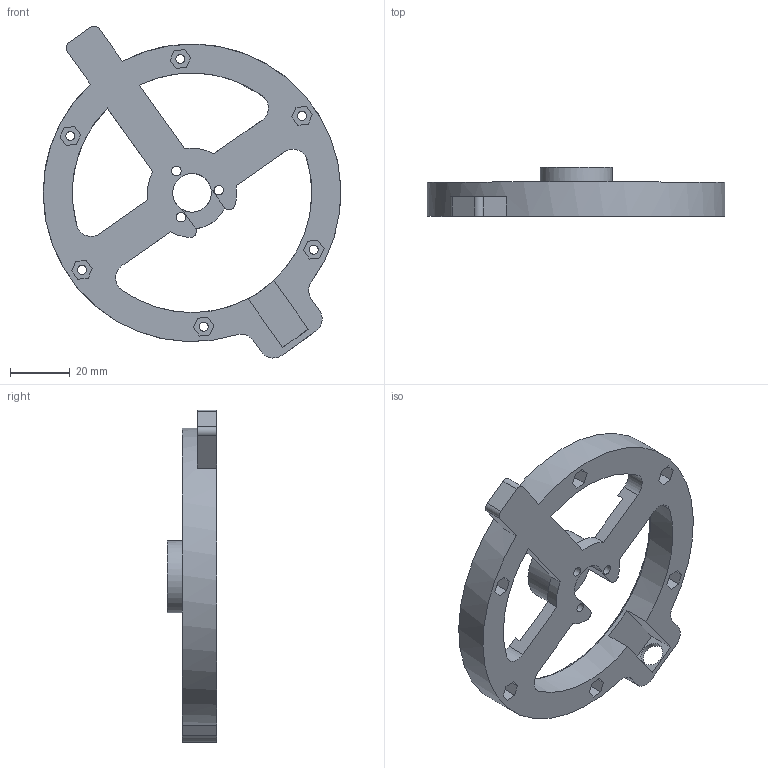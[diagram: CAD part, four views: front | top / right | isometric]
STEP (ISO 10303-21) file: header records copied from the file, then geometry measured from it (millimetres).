
FILE_DESCRIPTION(/* description */ (''),/* implementation_level */ '2;1');
FILE_NAME(/* name */ 'buyuk_rulman_tut.stp',/* time_stamp */ '2021-07-29T10:26:55-07:00',/* author */ ('nergi'),/* organization */ (''),/* preprocessor_version */ 'ST-DEVELOPER v15.6',/* originating_system */ 'Autodesk Inventor 2015',/* authorisation */ '');
FILE_SCHEMA (('AUTOMOTIVE_DESIGN { 1 0 10303 214 3 1 1 }'));
Length unit declared in the file: millimetre
Products named in the file (1): buyuk_rulman_tut
Bounding box: 99.97 x 16.5 x 111.54 mm (x, y, z)
Volume: 43221.6 mm3; surface area: 20626.5 mm2
Topology: 1 solids, 1 shells, 103 faces, 294 edges, 196 vertices
Faces by surface type: plane 69, cylinder 33, torus 1
Full cylindrical faces by diameter (mm): 3 x6, 3.2 x3, 8 x1, 13 x1, 24.194 x1, 80.5 x1
Entity records: 3342 total; most frequent: CARTESIAN_POINT 572, DIRECTION 564, ORIENTED_EDGE 552, EDGE_CURVE 276, LINE 196, VECTOR 196, VERTEX_POINT 192, AXIS2_PLACEMENT_3D 184
